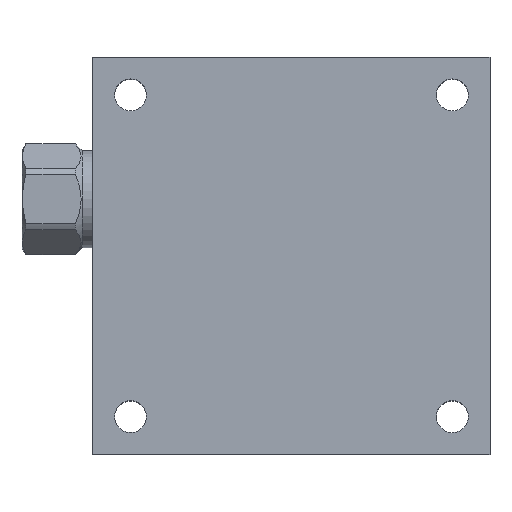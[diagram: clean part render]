
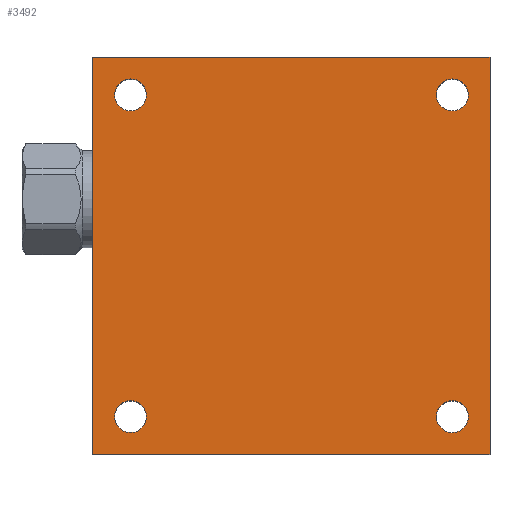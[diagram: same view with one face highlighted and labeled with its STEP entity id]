
A CAD part, top view. The second image highlights one B-rep face of the part: STEP entity #3492.
In plain terms, the highlighted planar face has unit normal (0, 0, 1).
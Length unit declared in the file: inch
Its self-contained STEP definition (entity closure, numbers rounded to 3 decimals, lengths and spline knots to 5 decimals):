
#477=DIRECTION('',(0.,-1.,0.));
#478=VECTOR('',#477,3.5);
#479=CARTESIAN_POINT('',(0.,0.,2.));
#480=LINE('',#479,#478);
#481=DIRECTION('',(-1.,0.,0.));
#482=VECTOR('',#481,3.5);
#483=CARTESIAN_POINT('',(3.5,0.,2.));
#484=LINE('',#483,#482);
#485=DIRECTION('',(0.,1.,0.));
#486=VECTOR('',#485,3.5);
#487=CARTESIAN_POINT('',(3.5,-3.5,2.));
#488=LINE('',#487,#486);
#489=DIRECTION('',(1.,0.,0.));
#490=VECTOR('',#489,3.5);
#491=CARTESIAN_POINT('',(0.,-3.5,2.));
#492=LINE('',#491,#490);
#493=CARTESIAN_POINT('',(0.332,-0.332,2.));
#494=DIRECTION('',(0.,0.,1.));
#495=DIRECTION('',(0.,1.,0.));
#496=AXIS2_PLACEMENT_3D('',#493,#494,#495);
#498=CARTESIAN_POINT('',(0.332,-0.332,2.));
#499=DIRECTION('',(0.,0.,1.));
#500=DIRECTION('',(0.,-1.,0.));
#501=AXIS2_PLACEMENT_3D('',#498,#499,#500);
#503=CARTESIAN_POINT('',(3.168,-0.332,2.));
#504=DIRECTION('',(0.,0.,1.));
#505=DIRECTION('',(0.,1.,0.));
#506=AXIS2_PLACEMENT_3D('',#503,#504,#505);
#508=CARTESIAN_POINT('',(3.168,-0.332,2.));
#509=DIRECTION('',(0.,0.,1.));
#510=DIRECTION('',(0.,-1.,0.));
#511=AXIS2_PLACEMENT_3D('',#508,#509,#510);
#513=CARTESIAN_POINT('',(3.168,-3.168,2.));
#514=DIRECTION('',(0.,0.,1.));
#515=DIRECTION('',(0.,1.,0.));
#516=AXIS2_PLACEMENT_3D('',#513,#514,#515);
#518=CARTESIAN_POINT('',(3.168,-3.168,2.));
#519=DIRECTION('',(0.,0.,1.));
#520=DIRECTION('',(0.,-1.,0.));
#521=AXIS2_PLACEMENT_3D('',#518,#519,#520);
#523=CARTESIAN_POINT('',(0.332,-3.168,2.));
#524=DIRECTION('',(0.,0.,1.));
#525=DIRECTION('',(0.,1.,0.));
#526=AXIS2_PLACEMENT_3D('',#523,#524,#525);
#528=CARTESIAN_POINT('',(0.332,-3.168,2.));
#529=DIRECTION('',(0.,0.,1.));
#530=DIRECTION('',(0.,-1.,0.));
#531=AXIS2_PLACEMENT_3D('',#528,#529,#530);
#2873=CARTESIAN_POINT('',(0.,0.,2.));
#2874=CARTESIAN_POINT('',(0.,-3.5,2.));
#2875=VERTEX_POINT('',#2873);
#2876=VERTEX_POINT('',#2874);
#2877=CARTESIAN_POINT('',(3.5,-3.5,2.));
#2878=VERTEX_POINT('',#2877);
#2879=CARTESIAN_POINT('',(3.5,0.,2.));
#2880=VERTEX_POINT('',#2879);
#2885=CARTESIAN_POINT('',(0.332,-0.1915,2.));
#2886=CARTESIAN_POINT('',(0.332,-0.4725,2.));
#2887=VERTEX_POINT('',#2885);
#2888=VERTEX_POINT('',#2886);
#2893=CARTESIAN_POINT('',(3.168,-0.1915,2.));
#2894=CARTESIAN_POINT('',(3.168,-0.4725,2.));
#2895=VERTEX_POINT('',#2893);
#2896=VERTEX_POINT('',#2894);
#2901=CARTESIAN_POINT('',(3.168,-3.0275,2.));
#2902=CARTESIAN_POINT('',(3.168,-3.3085,2.));
#2903=VERTEX_POINT('',#2901);
#2904=VERTEX_POINT('',#2902);
#2909=CARTESIAN_POINT('',(0.332,-3.0275,2.));
#2910=CARTESIAN_POINT('',(0.332,-3.3085,2.));
#2911=VERTEX_POINT('',#2909);
#2912=VERTEX_POINT('',#2910);
#3457=CARTESIAN_POINT('',(0.,0.,2.));
#3458=DIRECTION('',(0.,0.,1.));
#3459=DIRECTION('',(1.,0.,0.));
#3460=AXIS2_PLACEMENT_3D('',#3457,#3458,#3459);
#3461=PLANE('',#3460);
#3462=ORIENTED_EDGE('',*,*,#3367,.F.);
#3463=ORIENTED_EDGE('',*,*,#3394,.F.);
#3464=ORIENTED_EDGE('',*,*,#3420,.F.);
#3465=ORIENTED_EDGE('',*,*,#3439,.F.);
#3466=EDGE_LOOP('',(#3462,#3463,#3464,#3465));
#3467=FACE_OUTER_BOUND('',#3466,.F.);
#3469=ORIENTED_EDGE('',*,*,#3468,.T.);
#3471=ORIENTED_EDGE('',*,*,#3470,.T.);
#3472=EDGE_LOOP('',(#3469,#3471));
#3473=FACE_BOUND('',#3472,.F.);
#3475=ORIENTED_EDGE('',*,*,#3474,.T.);
#3477=ORIENTED_EDGE('',*,*,#3476,.T.);
#3478=EDGE_LOOP('',(#3475,#3477));
#3479=FACE_BOUND('',#3478,.F.);
#3481=ORIENTED_EDGE('',*,*,#3480,.T.);
#3483=ORIENTED_EDGE('',*,*,#3482,.T.);
#3484=EDGE_LOOP('',(#3481,#3483));
#3485=FACE_BOUND('',#3484,.F.);
#3487=ORIENTED_EDGE('',*,*,#3486,.T.);
#3489=ORIENTED_EDGE('',*,*,#3488,.T.);
#3490=EDGE_LOOP('',(#3487,#3489));
#3491=FACE_BOUND('',#3490,.F.);
#3492=ADVANCED_FACE('',(#3467,#3473,#3479,#3485,#3491),#3461,.T.);
#497=CIRCLE('',#496,0.1405);
#502=CIRCLE('',#501,0.1405);
#507=CIRCLE('',#506,0.1405);
#512=CIRCLE('',#511,0.1405);
#517=CIRCLE('',#516,0.1405);
#522=CIRCLE('',#521,0.1405);
#527=CIRCLE('',#526,0.1405);
#532=CIRCLE('',#531,0.1405);
#3367=EDGE_CURVE('',#2875,#2876,#480,.T.);
#3394=EDGE_CURVE('',#2880,#2875,#484,.T.);
#3420=EDGE_CURVE('',#2878,#2880,#488,.T.);
#3439=EDGE_CURVE('',#2876,#2878,#492,.T.);
#3468=EDGE_CURVE('',#2887,#2888,#497,.T.);
#3470=EDGE_CURVE('',#2888,#2887,#502,.T.);
#3474=EDGE_CURVE('',#2895,#2896,#507,.T.);
#3476=EDGE_CURVE('',#2896,#2895,#512,.T.);
#3480=EDGE_CURVE('',#2903,#2904,#517,.T.);
#3482=EDGE_CURVE('',#2904,#2903,#522,.T.);
#3486=EDGE_CURVE('',#2911,#2912,#527,.T.);
#3488=EDGE_CURVE('',#2912,#2911,#532,.T.);
